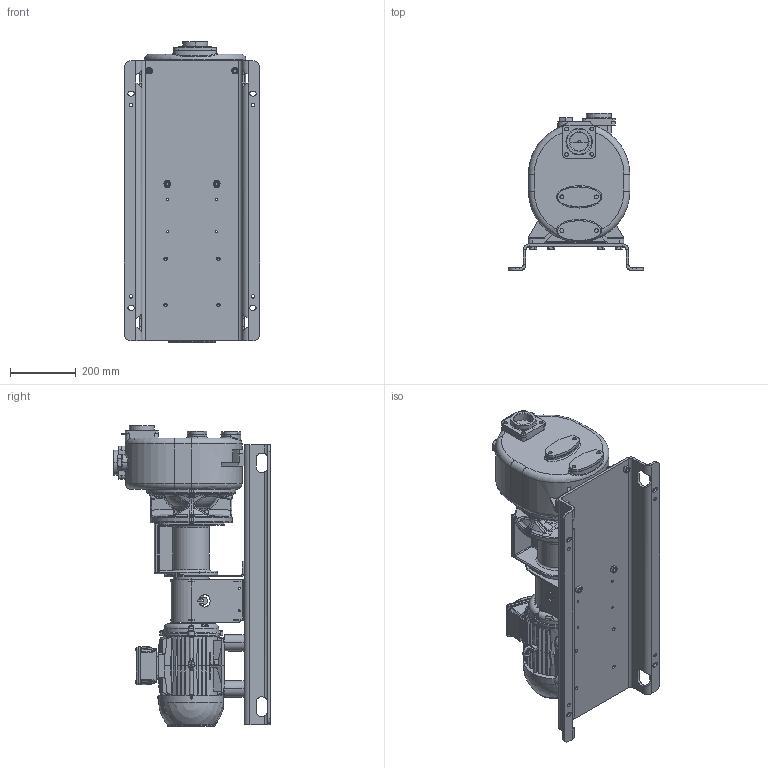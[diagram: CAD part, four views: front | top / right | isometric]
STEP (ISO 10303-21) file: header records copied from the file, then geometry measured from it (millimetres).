
FILE_DESCRIPTION((''),'2;1');
FILE_NAME('S_65_BIT','2022-02-03T17:33:03',('Nicola'),(''),'CREO PARAMETRIC BY PTC INC, 2020354','CREO PARAMETRIC BY PTC INC, 2020354','');
FILE_SCHEMA(('CONFIG_CONTROL_DESIGN'));
Products named in the file (1): S_65_BIT
Bounding box: 410 x 476 x 911.6 mm (x, y, z)
Volume: 33446621 mm3; surface area: 2375154.1 mm2
Topology: 3 solids, 3 shells, 3596 faces, 9214 edges, 5760 vertices
Faces by surface type: plane 1915, cylinder 593, bspline 580, cone 314, torus 144, sphere 26, extrusion 12, revolution 12
Entity records: 176653 total; most frequent: CARTESIAN_POINT 94426, ORIENTED_EDGE 18384, DIRECTION 15089, EDGE_CURVE 9192, VERTEX_POINT 5760, AXIS2_PLACEMENT_3D 5177, VECTOR 4723, LINE 4711
